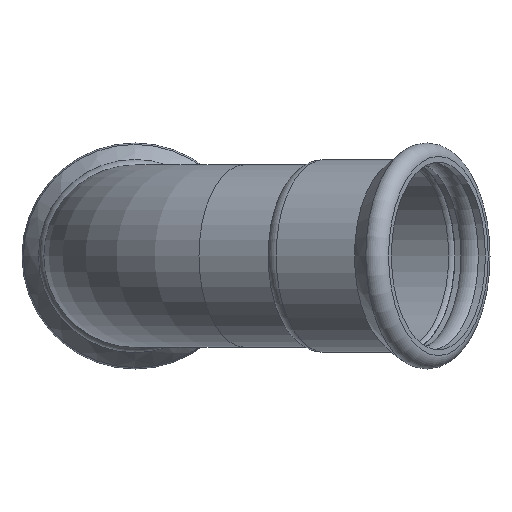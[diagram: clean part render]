
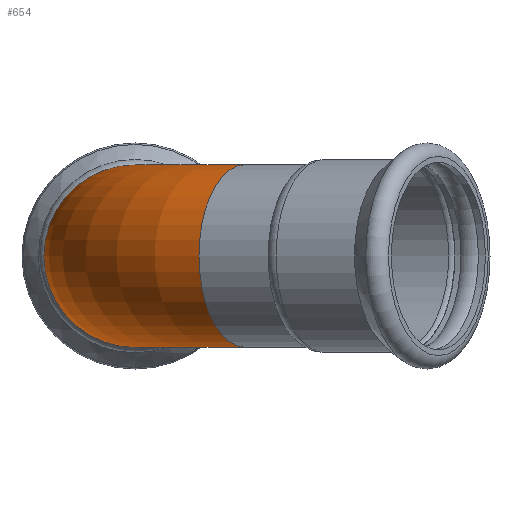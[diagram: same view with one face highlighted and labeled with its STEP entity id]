
A CAD part, left-side view. The second image highlights one B-rep face of the part: STEP entity #654.
In plain terms, the highlighted toroidal (fillet/blend) face has major radius 91.5 mm and minor radius 38.05 mm.
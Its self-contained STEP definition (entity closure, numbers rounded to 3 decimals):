
#72=TOROIDAL_SURFACE('',#793,91.5,38.05);
#102=FACE_OUTER_BOUND('',#134,.T.);
#134=EDGE_LOOP('',(#617,#618,#619,#620,#621,#622));
#183=CIRCLE('',#733,38.05);
#184=CIRCLE('',#734,38.05);
#213=CIRCLE('',#774,38.05);
#214=CIRCLE('',#775,38.05);
#226=CIRCLE('',#794,53.45);
#270=VERTEX_POINT('',#1212);
#271=VERTEX_POINT('',#1214);
#296=VERTEX_POINT('',#1285);
#297=VERTEX_POINT('',#1287);
#359=EDGE_CURVE('',#270,#271,#183,.T.);
#360=EDGE_CURVE('',#271,#270,#184,.T.);
#395=EDGE_CURVE('',#297,#296,#213,.T.);
#396=EDGE_CURVE('',#296,#297,#214,.T.);
#410=EDGE_CURVE('',#296,#270,#226,.T.);
#617=ORIENTED_EDGE('',*,*,#395,.T.);
#618=ORIENTED_EDGE('',*,*,#410,.T.);
#619=ORIENTED_EDGE('',*,*,#360,.F.);
#620=ORIENTED_EDGE('',*,*,#359,.F.);
#621=ORIENTED_EDGE('',*,*,#410,.F.);
#622=ORIENTED_EDGE('',*,*,#396,.T.);
#654=ADVANCED_FACE('',(#102),#72,.T.);
#733=AXIS2_PLACEMENT_3D('',#1215,#919,#920);
#734=AXIS2_PLACEMENT_3D('',#1216,#921,#922);
#774=AXIS2_PLACEMENT_3D('',#1288,#1007,#1008);
#775=AXIS2_PLACEMENT_3D('',#1289,#1009,#1010);
#793=AXIS2_PLACEMENT_3D('',#1316,#1047,#1048);
#794=AXIS2_PLACEMENT_3D('',#1317,#1049,#1050);
#919=DIRECTION('center_axis',(-0.5,-0.866,0.));
#920=DIRECTION('ref_axis',(0.,0.,-1.));
#921=DIRECTION('center_axis',(-0.5,-0.866,0.));
#922=DIRECTION('ref_axis',(0.,0.,-1.));
#1007=DIRECTION('center_axis',(-1.,0.,0.));
#1008=DIRECTION('ref_axis',(0.,0.,-1.));
#1009=DIRECTION('center_axis',(-1.,0.,0.));
#1010=DIRECTION('ref_axis',(0.,0.,-1.));
#1047=DIRECTION('center_axis',(0.,0.,-1.));
#1048=DIRECTION('ref_axis',(-1.,0.,0.));
#1049=DIRECTION('center_axis',(0.,0.,1.));
#1050=DIRECTION('ref_axis',(-1.,0.,0.));
#1212=CARTESIAN_POINT('',(-139.889,-64.775,0.));
#1214=CARTESIAN_POINT('',(-172.841,-45.75,38.05));
#1215=CARTESIAN_POINT('Origin',(-172.841,-45.75,0.));
#1216=CARTESIAN_POINT('Origin',(-172.841,-45.75,0.));
#1285=CARTESIAN_POINT('',(-93.6,-38.05,0.));
#1287=CARTESIAN_POINT('',(-93.6,0.,38.05));
#1288=CARTESIAN_POINT('Origin',(-93.6,0.,0.));
#1289=CARTESIAN_POINT('Origin',(-93.6,0.,0.));
#1316=CARTESIAN_POINT('Origin',(-93.6,-91.5,0.));
#1317=CARTESIAN_POINT('Origin',(-93.6,-91.5,0.));
